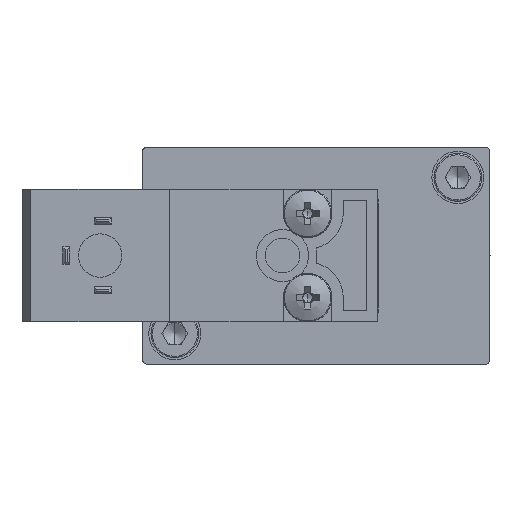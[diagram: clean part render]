
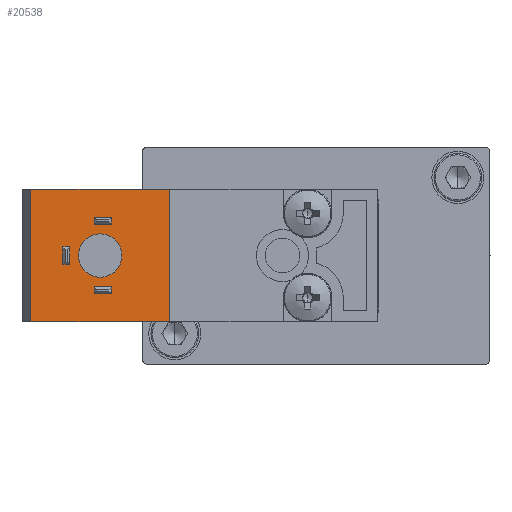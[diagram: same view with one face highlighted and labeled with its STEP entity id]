
A CAD part, left-side view. The second image highlights one B-rep face of the part: STEP entity #20538.
In plain terms, the highlighted planar face has unit normal (-1, 0, 0).
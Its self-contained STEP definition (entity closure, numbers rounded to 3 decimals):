
#20 = ORIENTED_EDGE ( 'NONE', *, *, #7468, .T. ) ;
#234 = EDGE_CURVE ( 'NONE', #11137, #17461, #20222, .T. ) ;
#251 = DIRECTION ( 'NONE',  ( 0., 0., -1. ) ) ;
#489 = CARTESIAN_POINT ( 'NONE',  ( -62., 45.6, 8.1 ) ) ;
#500 = EDGE_CURVE ( 'NONE', #9777, #1914, #16075, .T. ) ;
#592 = CARTESIAN_POINT ( 'NONE',  ( -62., 45.6, 16.1 ) ) ;
#603 = EDGE_CURVE ( 'NONE', #20636, #14916, #10991, .T. ) ;
#689 = EDGE_CURVE ( 'NONE', #6626, #12913, #16253, .T. ) ;
#795 = AXIS2_PLACEMENT_3D ( 'NONE', #4304, #960, #12892 ) ;
#960 = DIRECTION ( 'NONE',  ( 1., 0., 0. ) ) ;
#1627 = CIRCLE ( 'NONE', #795, 2.5 ) ;
#1665 = ORIENTED_EDGE ( 'NONE', *, *, #11029, .F. ) ;
#1914 = VERTEX_POINT ( 'NONE', #592 ) ;
#2298 = DIRECTION ( 'NONE',  ( 0., 0., 1. ) ) ;
#2341 = CARTESIAN_POINT ( 'NONE',  ( -62., 49.2, 12.5 ) ) ;
#2460 = ORIENTED_EDGE ( 'NONE', *, *, #234, .T. ) ;
#2563 = DIRECTION ( 'NONE',  ( 0., -1., 0. ) ) ;
#2642 = EDGE_LOOP ( 'NONE', ( #2814, #17237, #16281, #10489 ) ) ;
#2646 = LINE ( 'NONE', #20058, #3684 ) ;
#2675 = EDGE_CURVE ( 'NONE', #20728, #17461, #10958, .T. ) ;
#2814 = ORIENTED_EDGE ( 'NONE', *, *, #689, .T. ) ;
#2973 = EDGE_LOOP ( 'NONE', ( #3845, #4998, #3497, #2460 ) ) ;
#3075 = CARTESIAN_POINT ( 'NONE',  ( -62., 45.4, 16.9 ) ) ;
#3083 = CARTESIAN_POINT ( 'NONE',  ( -62., 42.4, 12.5 ) ) ;
#3102 = VERTEX_POINT ( 'NONE', #8875 ) ;
#3341 = ORIENTED_EDGE ( 'NONE', *, *, #500, .T. ) ;
#3497 = ORIENTED_EDGE ( 'NONE', *, *, #11853, .T. ) ;
#3552 = CARTESIAN_POINT ( 'NONE',  ( -62., 48.4, 13.5 ) ) ;
#3684 = VECTOR ( 'NONE', #19938, 1000. ) ;
#3845 = ORIENTED_EDGE ( 'NONE', *, *, #2675, .F. ) ;
#3858 = DIRECTION ( 'NONE',  ( 0., -1., 0. ) ) ;
#4021 = CARTESIAN_POINT ( 'NONE',  ( -62., 43.6, 16.1 ) ) ;
#4304 = CARTESIAN_POINT ( 'NONE',  ( -62., 44.9, 12.5 ) ) ;
#4373 = DIRECTION ( 'NONE',  ( 0., 1., 0. ) ) ;
#4500 = CARTESIAN_POINT ( 'NONE',  ( -62., 45.4, 16.1 ) ) ;
#4767 = PLANE ( 'NONE',  #9823 ) ;
#4998 = ORIENTED_EDGE ( 'NONE', *, *, #9611, .F. ) ;
#5001 = VERTEX_POINT ( 'NONE', #16961 ) ;
#5311 = FACE_BOUND ( 'NONE', #6782, .T. ) ;
#5327 = DIRECTION ( 'NONE',  ( 0., 1., 0. ) ) ;
#5399 = CARTESIAN_POINT ( 'NONE',  ( -62., 12.9, 4.85 ) ) ;
#6070 = DIRECTION ( 'NONE',  ( 0., 0., 1. ) ) ;
#6073 = CARTESIAN_POINT ( 'NONE',  ( -62., 36.9, 4.85 ) ) ;
#6340 = FACE_BOUND ( 'NONE', #2642, .T. ) ;
#6626 = VERTEX_POINT ( 'NONE', #15742 ) ;
#6780 = CARTESIAN_POINT ( 'NONE',  ( -62., 43.6, 8.1 ) ) ;
#6782 = EDGE_LOOP ( 'NONE', ( #14960, #11890, #8747, #3341 ) ) ;
#6867 = EDGE_CURVE ( 'NONE', #6626, #21173, #13987, .T. ) ;
#7013 = DIRECTION ( 'NONE',  ( 0., 1., 0. ) ) ;
#7093 = CARTESIAN_POINT ( 'NONE',  ( -62., 45.4, 20.15 ) ) ;
#7106 = VECTOR ( 'NONE', #5327, 1000. ) ;
#7260 = VERTEX_POINT ( 'NONE', #6780 ) ;
#7369 = VECTOR ( 'NONE', #16414, 1000. ) ;
#7468 = EDGE_CURVE ( 'NONE', #12351, #5001, #1627, .T. ) ;
#7896 = EDGE_CURVE ( 'NONE', #20636, #1914, #14438, .T. ) ;
#7987 = VECTOR ( 'NONE', #17701, 1000. ) ;
#8089 = EDGE_CURVE ( 'NONE', #3102, #11963, #18632, .T. ) ;
#8224 = EDGE_CURVE ( 'NONE', #5001, #12351, #13946, .T. ) ;
#8379 = EDGE_CURVE ( 'NONE', #14051, #21173, #10476, .T. ) ;
#8397 = DIRECTION ( 'NONE',  ( 0., 0., -1. ) ) ;
#8717 = DIRECTION ( 'NONE',  ( 0., -1., 0. ) ) ;
#8747 = ORIENTED_EDGE ( 'NONE', *, *, #16218, .F. ) ;
#8811 = VECTOR ( 'NONE', #4373, 1000. ) ;
#8875 = CARTESIAN_POINT ( 'NONE',  ( -62., 45.6, 8.9 ) ) ;
#9163 = CARTESIAN_POINT ( 'NONE',  ( -62., 45.6, 16.1 ) ) ;
#9260 = FACE_BOUND ( 'NONE', #14042, .T. ) ;
#9488 = FACE_BOUND ( 'NONE', #18307, .T. ) ;
#9521 = VECTOR ( 'NONE', #2298, 1000. ) ;
#9611 = EDGE_CURVE ( 'NONE', #17833, #20728, #9978, .T. ) ;
#9695 = LINE ( 'NONE', #18574, #15535 ) ;
#9777 = VERTEX_POINT ( 'NONE', #4021 ) ;
#9823 = AXIS2_PLACEMENT_3D ( 'NONE', #15073, #15695, #2563 ) ;
#9978 = LINE ( 'NONE', #5399, #7106 ) ;
#10168 = CARTESIAN_POINT ( 'NONE',  ( -62., 45.6, 8.1 ) ) ;
#10476 = LINE ( 'NONE', #18519, #13853 ) ;
#10489 = ORIENTED_EDGE ( 'NONE', *, *, #6867, .F. ) ;
#10552 = DIRECTION ( 'NONE',  ( 0., 0., 1. ) ) ;
#10582 = CARTESIAN_POINT ( 'NONE',  ( -62., 36.9, 12.5 ) ) ;
#10958 = LINE ( 'NONE', #13580, #15821 ) ;
#10991 = LINE ( 'NONE', #3075, #15352 ) ;
#11029 = EDGE_CURVE ( 'NONE', #7260, #14557, #2646, .T. ) ;
#11137 = VERTEX_POINT ( 'NONE', #19986 ) ;
#11336 = ORIENTED_EDGE ( 'NONE', *, *, #8089, .F. ) ;
#11677 = LINE ( 'NONE', #10582, #20584 ) ;
#11853 = EDGE_CURVE ( 'NONE', #17833, #11137, #11677, .T. ) ;
#11890 = ORIENTED_EDGE ( 'NONE', *, *, #603, .T. ) ;
#11963 = VERTEX_POINT ( 'NONE', #10168 ) ;
#12324 = VECTOR ( 'NONE', #8397, 1000. ) ;
#12351 = VERTEX_POINT ( 'NONE', #3083 ) ;
#12892 = DIRECTION ( 'NONE',  ( 0., -1., 0. ) ) ;
#12913 = VERTEX_POINT ( 'NONE', #17788 ) ;
#13047 = LINE ( 'NONE', #17882, #7987 ) ;
#13218 = DIRECTION ( 'NONE',  ( 0., 0., 1. ) ) ;
#13244 = ORIENTED_EDGE ( 'NONE', *, *, #21253, .T. ) ;
#13580 = CARTESIAN_POINT ( 'NONE',  ( -62., 52.9, 8.675 ) ) ;
#13706 = VECTOR ( 'NONE', #7013, 1000. ) ;
#13853 = VECTOR ( 'NONE', #18568, 1000. ) ;
#13946 = CIRCLE ( 'NONE', #13953, 2.5 ) ;
#13953 = AXIS2_PLACEMENT_3D ( 'NONE', #20329, #19066, #20309 ) ;
#13987 = LINE ( 'NONE', #17699, #14000 ) ;
#14000 = VECTOR ( 'NONE', #17189, 1000. ) ;
#14042 = EDGE_LOOP ( 'NONE', ( #11336, #17890, #1665, #13244 ) ) ;
#14051 = VERTEX_POINT ( 'NONE', #3552 ) ;
#14171 = CARTESIAN_POINT ( 'NONE',  ( -62., 52.9, 20.15 ) ) ;
#14438 = LINE ( 'NONE', #9163, #12324 ) ;
#14557 = VERTEX_POINT ( 'NONE', #20995 ) ;
#14663 = CARTESIAN_POINT ( 'NONE',  ( -62., 43.6, 16.9 ) ) ;
#14916 = VERTEX_POINT ( 'NONE', #14663 ) ;
#14960 = ORIENTED_EDGE ( 'NONE', *, *, #7896, .F. ) ;
#15062 = VECTOR ( 'NONE', #6070, 1000. ) ;
#15073 = CARTESIAN_POINT ( 'NONE',  ( -62., 45.4, 12.5 ) ) ;
#15352 = VECTOR ( 'NONE', #3858, 1000. ) ;
#15393 = LINE ( 'NONE', #15862, #15062 ) ;
#15535 = VECTOR ( 'NONE', #8717, 1000. ) ;
#15695 = DIRECTION ( 'NONE',  ( -1., 0., 0. ) ) ;
#15742 = CARTESIAN_POINT ( 'NONE',  ( -62., 49.2, 11.5 ) ) ;
#15768 = CARTESIAN_POINT ( 'NONE',  ( -62., 52.9, 4.85 ) ) ;
#15821 = VECTOR ( 'NONE', #13218, 1000. ) ;
#15849 = VECTOR ( 'NONE', #251, 1000. ) ;
#15862 = CARTESIAN_POINT ( 'NONE',  ( -62., 43.6, 16.9 ) ) ;
#16075 = LINE ( 'NONE', #4500, #8811 ) ;
#16181 = FACE_OUTER_BOUND ( 'NONE', #2973, .T. ) ;
#16218 = EDGE_CURVE ( 'NONE', #9777, #14916, #15393, .T. ) ;
#16253 = LINE ( 'NONE', #2341, #9521 ) ;
#16281 = ORIENTED_EDGE ( 'NONE', *, *, #8379, .T. ) ;
#16307 = CARTESIAN_POINT ( 'NONE',  ( -62., 45.4, 8.1 ) ) ;
#16414 = DIRECTION ( 'NONE',  ( 0., 1., 0. ) ) ;
#16834 = CARTESIAN_POINT ( 'NONE',  ( -62., 48.4, 11.5 ) ) ;
#16961 = CARTESIAN_POINT ( 'NONE',  ( -62., 47.4, 12.5 ) ) ;
#17189 = DIRECTION ( 'NONE',  ( 0., -1., 0. ) ) ;
#17237 = ORIENTED_EDGE ( 'NONE', *, *, #20684, .F. ) ;
#17461 = VERTEX_POINT ( 'NONE', #14171 ) ;
#17655 = ORIENTED_EDGE ( 'NONE', *, *, #8224, .T. ) ;
#17699 = CARTESIAN_POINT ( 'NONE',  ( -62., 48.4, 11.5 ) ) ;
#17701 = DIRECTION ( 'NONE',  ( 0., 1., 0. ) ) ;
#17788 = CARTESIAN_POINT ( 'NONE',  ( -62., 49.2, 13.5 ) ) ;
#17833 = VERTEX_POINT ( 'NONE', #6073 ) ;
#17882 = CARTESIAN_POINT ( 'NONE',  ( -62., 49.2, 13.5 ) ) ;
#17890 = ORIENTED_EDGE ( 'NONE', *, *, #19842, .T. ) ;
#18307 = EDGE_LOOP ( 'NONE', ( #20, #17655 ) ) ;
#18519 = CARTESIAN_POINT ( 'NONE',  ( -62., 48.4, 12.5 ) ) ;
#18568 = DIRECTION ( 'NONE',  ( 0., 0., -1. ) ) ;
#18574 = CARTESIAN_POINT ( 'NONE',  ( -62., 45.4, 8.9 ) ) ;
#18632 = LINE ( 'NONE', #489, #15849 ) ;
#19066 = DIRECTION ( 'NONE',  ( 1., 0., 0. ) ) ;
#19072 = CARTESIAN_POINT ( 'NONE',  ( -62., 45.6, 16.9 ) ) ;
#19842 = EDGE_CURVE ( 'NONE', #3102, #14557, #9695, .T. ) ;
#19938 = DIRECTION ( 'NONE',  ( 0., 0., 1. ) ) ;
#19986 = CARTESIAN_POINT ( 'NONE',  ( -62., 36.9, 20.15 ) ) ;
#20058 = CARTESIAN_POINT ( 'NONE',  ( -62., 43.6, 8.9 ) ) ;
#20222 = LINE ( 'NONE', #7093, #13706 ) ;
#20309 = DIRECTION ( 'NONE',  ( 0., -1., 0. ) ) ;
#20329 = CARTESIAN_POINT ( 'NONE',  ( -62., 44.9, 12.5 ) ) ;
#20538 = ADVANCED_FACE ( 'NONE', ( #16181, #9488, #6340, #9260, #5311 ), #4767, .T. ) ;
#20584 = VECTOR ( 'NONE', #10552, 1000. ) ;
#20636 = VERTEX_POINT ( 'NONE', #19072 ) ;
#20684 = EDGE_CURVE ( 'NONE', #14051, #12913, #13047, .T. ) ;
#20728 = VERTEX_POINT ( 'NONE', #15768 ) ;
#20995 = CARTESIAN_POINT ( 'NONE',  ( -62., 43.6, 8.9 ) ) ;
#21173 = VERTEX_POINT ( 'NONE', #16834 ) ;
#21253 = EDGE_CURVE ( 'NONE', #7260, #11963, #21270, .T. ) ;
#21270 = LINE ( 'NONE', #16307, #7369 ) ;
